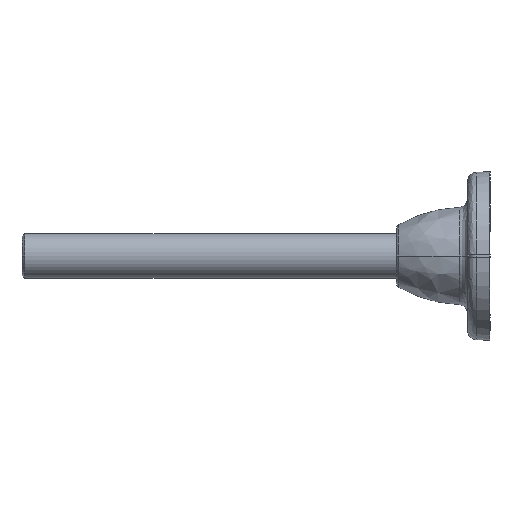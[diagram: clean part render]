
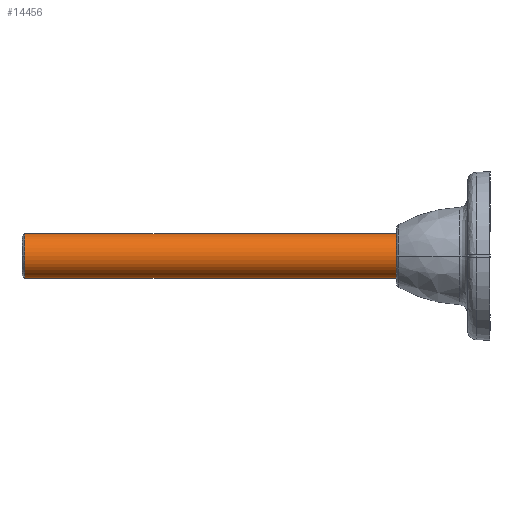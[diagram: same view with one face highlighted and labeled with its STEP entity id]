
A CAD part, left-side view. The second image highlights one B-rep face of the part: STEP entity #14456.
In plain terms, the highlighted cylindrical face has radius 12 mm (diameter 24 mm), a partial arc.
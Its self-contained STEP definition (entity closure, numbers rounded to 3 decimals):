
#51 = EDGE_CURVE ( 'NONE', #16414, #5543, #15039, .T. ) ;
#1040 = ORIENTED_EDGE ( 'NONE', *, *, #14680, .T. ) ;
#2475 = CARTESIAN_POINT ( 'NONE',  ( 0., 248.5, 12. ) ) ;
#2555 = CARTESIAN_POINT ( 'NONE',  ( 0., 11.5, 0. ) ) ;
#2633 = DIRECTION ( 'NONE',  ( 0., 0., 1. ) ) ;
#2685 = VERTEX_POINT ( 'NONE', #2475 ) ;
#2711 = DIRECTION ( 'NONE',  ( 0., 1., 0. ) ) ;
#3199 = EDGE_CURVE ( 'NONE', #3365, #4355, #8746, .T. ) ;
#3311 = CARTESIAN_POINT ( 'NONE',  ( 0., 250., 12. ) ) ;
#3331 = VECTOR ( 'NONE', #12230, 1000. ) ;
#3365 = VERTEX_POINT ( 'NONE', #5742 ) ;
#3522 = ORIENTED_EDGE ( 'NONE', *, *, #5870, .T. ) ;
#3837 = AXIS2_PLACEMENT_3D ( 'NONE', #12396, #4699, #13736 ) ;
#4143 = VECTOR ( 'NONE', #9923, 1000. ) ;
#4355 = VERTEX_POINT ( 'NONE', #12573 ) ;
#4541 = LINE ( 'NONE', #12663, #4143 ) ;
#4672 = DIRECTION ( 'NONE',  ( 0., -1., 0. ) ) ;
#4699 = DIRECTION ( 'NONE',  ( 0., -1., 0. ) ) ;
#4720 = CARTESIAN_POINT ( 'NONE',  ( 0., 248.5, -12. ) ) ;
#4729 = CIRCLE ( 'NONE', #3837, 12. ) ;
#5102 = CARTESIAN_POINT ( 'NONE',  ( -12., 248.5, 0. ) ) ;
#5185 = ORIENTED_EDGE ( 'NONE', *, *, #51, .T. ) ;
#5463 = DIRECTION ( 'NONE',  ( 0., 0., 1. ) ) ;
#5543 = VERTEX_POINT ( 'NONE', #4720 ) ;
#5742 = CARTESIAN_POINT ( 'NONE',  ( 0., 11.5, -12. ) ) ;
#5870 = EDGE_CURVE ( 'NONE', #4355, #2685, #10114, .T. ) ;
#6135 = CYLINDRICAL_SURFACE ( 'NONE', #7556, 12. ) ;
#6207 = EDGE_LOOP ( 'NONE', ( #7267, #12379, #3522, #1040, #5185 ) ) ;
#6685 = CARTESIAN_POINT ( 'NONE',  ( 0., 248.5, 0. ) ) ;
#6716 = DIRECTION ( 'NONE',  ( 0., 1., 0. ) ) ;
#7267 = ORIENTED_EDGE ( 'NONE', *, *, #11876, .F. ) ;
#7556 = AXIS2_PLACEMENT_3D ( 'NONE', #11825, #6716, #5463 ) ;
#7989 = AXIS2_PLACEMENT_3D ( 'NONE', #2555, #2711, #2633 ) ;
#8746 = CIRCLE ( 'NONE', #7989, 12. ) ;
#9923 = DIRECTION ( 'NONE',  ( 0., 1., 0. ) ) ;
#10114 = LINE ( 'NONE', #3311, #3331 ) ;
#11825 = CARTESIAN_POINT ( 'NONE',  ( 0., 250., 0. ) ) ;
#11876 = EDGE_CURVE ( 'NONE', #3365, #5543, #4541, .T. ) ;
#12230 = DIRECTION ( 'NONE',  ( 0., 1., 0. ) ) ;
#12379 = ORIENTED_EDGE ( 'NONE', *, *, #3199, .T. ) ;
#12396 = CARTESIAN_POINT ( 'NONE',  ( 0., 248.5, 0. ) ) ;
#12573 = CARTESIAN_POINT ( 'NONE',  ( 0., 11.5, 12. ) ) ;
#12663 = CARTESIAN_POINT ( 'NONE',  ( 0., 250., -12. ) ) ;
#13736 = DIRECTION ( 'NONE',  ( 0., 0., 1. ) ) ;
#14250 = FACE_OUTER_BOUND ( 'NONE', #6207, .T. ) ;
#14456 = ADVANCED_FACE ( 'NONE', ( #14250 ), #6135, .T. ) ;
#14680 = EDGE_CURVE ( 'NONE', #2685, #16414, #4729, .T. ) ;
#15039 = CIRCLE ( 'NONE', #16219, 12. ) ;
#15610 = DIRECTION ( 'NONE',  ( 0., 0., 1. ) ) ;
#16219 = AXIS2_PLACEMENT_3D ( 'NONE', #6685, #4672, #15610 ) ;
#16414 = VERTEX_POINT ( 'NONE', #5102 ) ;
